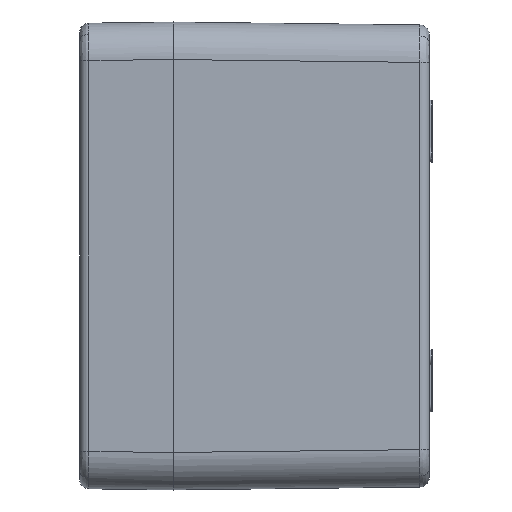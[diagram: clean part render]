
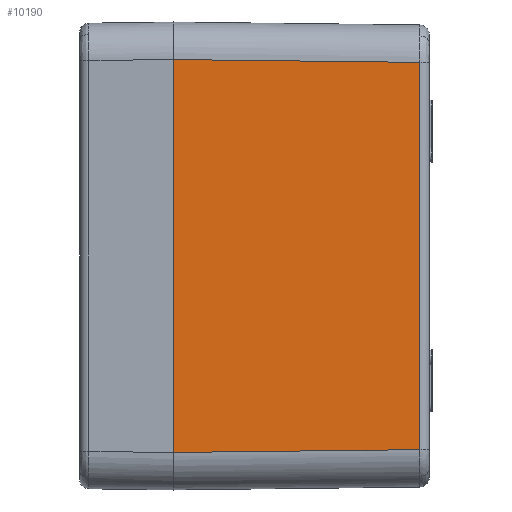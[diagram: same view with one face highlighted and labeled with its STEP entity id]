
A CAD part, left-side view. The second image highlights one B-rep face of the part: STEP entity #10190.
In plain terms, the highlighted planar face has unit normal (-1, -0.011, 0).
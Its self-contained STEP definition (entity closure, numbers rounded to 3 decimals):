
#774=LINE('',#18116,#1260);
#875=LINE('',#19629,#1361);
#876=LINE('',#19630,#1362);
#877=LINE('',#19631,#1363);
#1260=VECTOR('',#13482,1000.);
#1361=VECTOR('',#13755,1000.);
#1362=VECTOR('',#13756,1000.);
#1363=VECTOR('',#13757,1000.);
#1631=PLANE('',#11337);
#2271=FACE_OUTER_BOUND('',#3052,.T.);
#3052=EDGE_LOOP('',(#8127,#8128,#8129,#8130));
#4730=VERTEX_POINT('',#17744);
#4833=VERTEX_POINT('',#18114);
#4834=VERTEX_POINT('',#18115);
#4988=VERTEX_POINT('',#19628);
#5942=EDGE_CURVE('',#4833,#4834,#774,.T.);
#6147=EDGE_CURVE('',#4833,#4988,#875,.T.);
#6148=EDGE_CURVE('',#4988,#4730,#876,.T.);
#6149=EDGE_CURVE('',#4730,#4834,#877,.T.);
#8127=ORIENTED_EDGE('',*,*,#6147,.T.);
#8128=ORIENTED_EDGE('',*,*,#6148,.T.);
#8129=ORIENTED_EDGE('',*,*,#6149,.T.);
#8130=ORIENTED_EDGE('',*,*,#5942,.F.);
#10190=ADVANCED_FACE('',(#2271),#1631,.T.);
#11337=AXIS2_PLACEMENT_3D('',#19627,#13753,#13754);
#13482=DIRECTION('',(0.,0.,1.));
#13753=DIRECTION('center_axis',(-1.,-0.011,0.));
#13754=DIRECTION('ref_axis',(0.011,-1.,0.));
#13755=DIRECTION('',(0.011,-1.,0.011));
#13756=DIRECTION('',(0.,0.,1.));
#13757=DIRECTION('',(-0.011,1.,0.011));
#17744=CARTESIAN_POINT('',(-54.532,-39.217,31.033));
#18114=CARTESIAN_POINT('',(-54.981,0.3,-31.481));
#18115=CARTESIAN_POINT('',(-54.981,0.3,31.481));
#18116=CARTESIAN_POINT('',(-54.981,0.3,-37.5));
#19627=CARTESIAN_POINT('Origin',(-55.,2.,-37.5));
#19628=CARTESIAN_POINT('',(-54.532,-39.217,-31.033));
#19629=CARTESIAN_POINT('',(-55.001,2.068,-31.501));
#19630=CARTESIAN_POINT('',(-54.532,-39.217,31.016));
#19631=CARTESIAN_POINT('',(-54.991,1.217,31.492));
